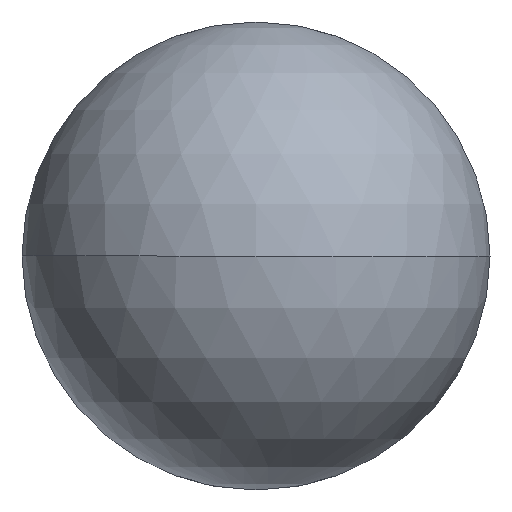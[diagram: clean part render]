
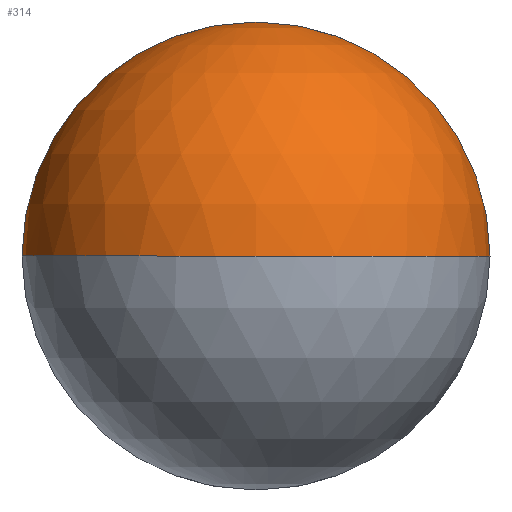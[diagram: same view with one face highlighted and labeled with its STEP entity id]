
A CAD part, front view. The second image highlights one B-rep face of the part: STEP entity #314.
In plain terms, the highlighted spherical face has radius 9.525 mm.
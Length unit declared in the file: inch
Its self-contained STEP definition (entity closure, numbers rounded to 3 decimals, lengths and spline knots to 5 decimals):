
#5 = CIRCLE ( 'NONE', #305, 0.375 ) ;
#16 = EDGE_CURVE ( 'NONE', #146, #86, #88, .T. ) ;
#32 = EDGE_CURVE ( 'NONE', #79, #146, #5, .T. ) ;
#33 = AXIS2_PLACEMENT_3D ( 'NONE', #35, #246, #171 ) ;
#35 = CARTESIAN_POINT ( 'NONE',  ( 0., 0.375, 0. ) ) ;
#38 = CARTESIAN_POINT ( 'NONE',  ( -0.375, 0.375, 0. ) ) ;
#39 = DIRECTION ( 'NONE',  ( 0., 0., -1. ) ) ;
#43 = DIRECTION ( 'NONE',  ( 0., -1., 0. ) ) ;
#44 = DIRECTION ( 'NONE',  ( 0., -1., 0. ) ) ;
#57 = CIRCLE ( 'NONE', #81, 0.375 ) ;
#66 = FACE_OUTER_BOUND ( 'NONE', #78, .T. ) ;
#68 = CARTESIAN_POINT ( 'NONE',  ( 0., 0.375, 0. ) ) ;
#78 = EDGE_LOOP ( 'NONE', ( #122, #118, #126, #151 ) ) ;
#79 = VERTEX_POINT ( 'NONE', #243 ) ;
#81 = AXIS2_PLACEMENT_3D ( 'NONE', #294, #304, #342 ) ;
#86 = VERTEX_POINT ( 'NONE', #38 ) ;
#88 = CIRCLE ( 'NONE', #127, 0.375 ) ;
#118 = ORIENTED_EDGE ( 'NONE', *, *, #335, .T. ) ;
#122 = ORIENTED_EDGE ( 'NONE', *, *, #16, .T. ) ;
#126 = ORIENTED_EDGE ( 'NONE', *, *, #288, .F. ) ;
#127 = AXIS2_PLACEMENT_3D ( 'NONE', #190, #44, #39 ) ;
#136 = SPHERICAL_SURFACE ( 'NONE', #228, 0.375 ) ;
#141 = CARTESIAN_POINT ( 'NONE',  ( 0., 0., 0. ) ) ;
#146 = VERTEX_POINT ( 'NONE', #276 ) ;
#151 = ORIENTED_EDGE ( 'NONE', *, *, #32, .T. ) ;
#153 = VERTEX_POINT ( 'NONE', #141 ) ;
#171 = DIRECTION ( 'NONE',  ( -1., 0., 0. ) ) ;
#174 = DIRECTION ( 'NONE',  ( 0., 0., -1. ) ) ;
#180 = CIRCLE ( 'NONE', #33, 0.375 ) ;
#190 = CARTESIAN_POINT ( 'NONE',  ( 0., 0.375, 0. ) ) ;
#200 = DIRECTION ( 'NONE',  ( 1., 0., 0. ) ) ;
#228 = AXIS2_PLACEMENT_3D ( 'NONE', #68, #339, #200 ) ;
#243 = CARTESIAN_POINT ( 'NONE',  ( 0.375, 0.375, 0. ) ) ;
#246 = DIRECTION ( 'NONE',  ( 0., 0., -1. ) ) ;
#276 = CARTESIAN_POINT ( 'NONE',  ( 0., 0.375, 0.375 ) ) ;
#288 = EDGE_CURVE ( 'NONE', #79, #153, #180, .T. ) ;
#294 = CARTESIAN_POINT ( 'NONE',  ( 0., 0.375, 0. ) ) ;
#304 = DIRECTION ( 'NONE',  ( 0., 0., 1. ) ) ;
#305 = AXIS2_PLACEMENT_3D ( 'NONE', #360, #43, #174 ) ;
#314 = ADVANCED_FACE ( 'NONE', ( #66 ), #136, .T. ) ;
#335 = EDGE_CURVE ( 'NONE', #86, #153, #57, .T. ) ;
#339 = DIRECTION ( 'NONE',  ( 0., 0., 1. ) ) ;
#342 = DIRECTION ( 'NONE',  ( 1., 0., 0. ) ) ;
#360 = CARTESIAN_POINT ( 'NONE',  ( 0., 0.375, 0. ) ) ;
